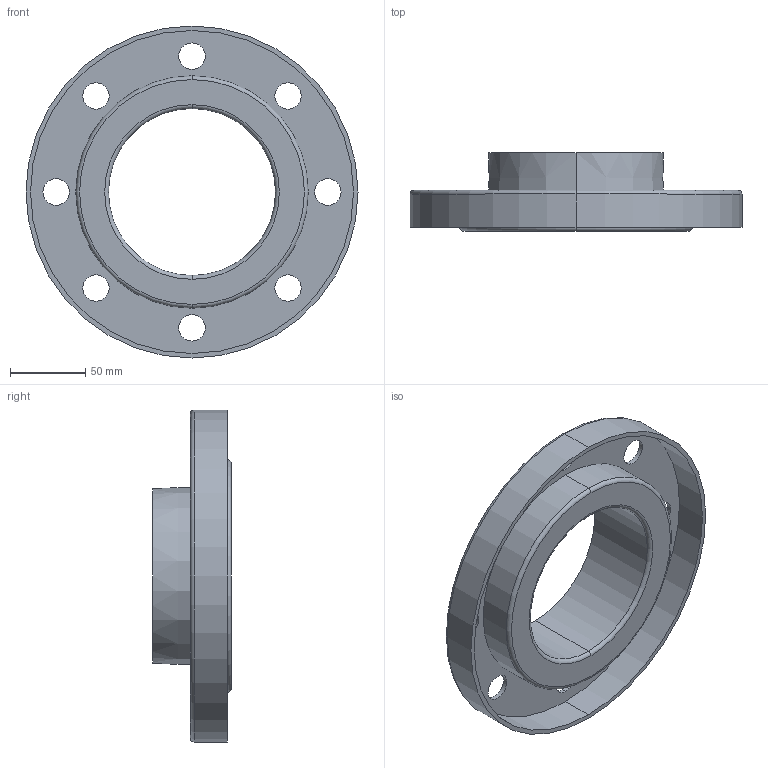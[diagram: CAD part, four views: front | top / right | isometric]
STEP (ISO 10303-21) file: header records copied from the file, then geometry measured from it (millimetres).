
FILE_DESCRIPTION (( 'STEP AP203' ), '1' );
FILE_NAME ('3D_R358_PN16_DN100_176761090.STEP', '2024-07-10T11:17:49', ( '' ), ( '' ), 'SwSTEP 2.0', 'SolidWorks 2024', '' );
FILE_SCHEMA (( 'CONFIG_CONTROL_DESIGN' ));
Length unit declared in the file: millimetre
Products named in the file (1): 3D_R358_PN16_DN100_176761090
Bounding box: 220 x 52 x 220 mm (x, y, z)
Volume: 257777.9 mm3; surface area: 163729.9 mm2
Topology: 1 solids, 2 shells, 52 faces, 120 edges, 76 vertices
Faces by surface type: cylinder 32, torus 10, plane 8, cone 2
Entity records: 1629 total; most frequent: DIRECTION 312, CARTESIAN_POINT 249, ORIENTED_EDGE 240, AXIS2_PLACEMENT_3D 139, EDGE_CURVE 120, CIRCLE 86, EDGE_LOOP 76, VERTEX_POINT 76
